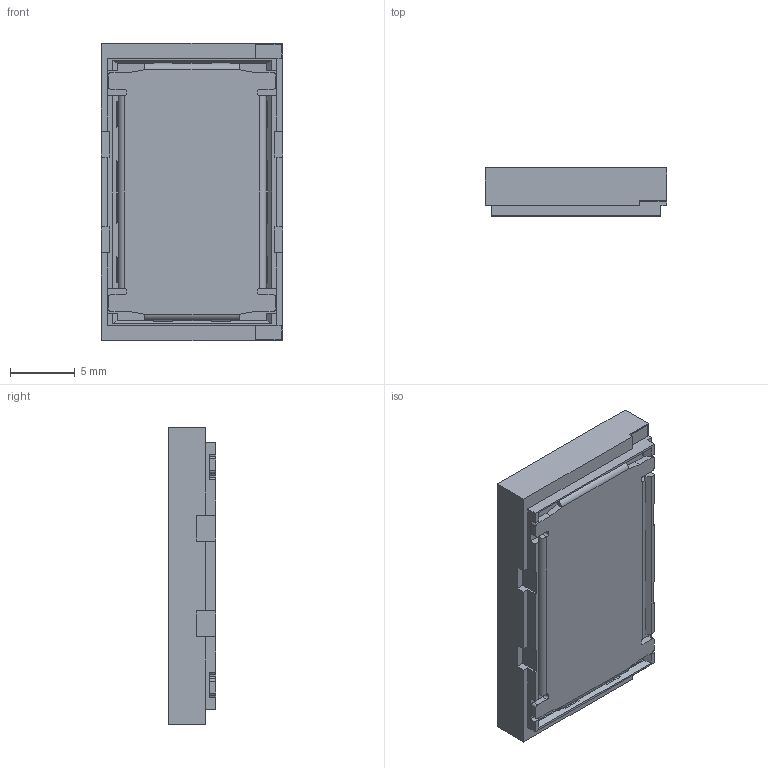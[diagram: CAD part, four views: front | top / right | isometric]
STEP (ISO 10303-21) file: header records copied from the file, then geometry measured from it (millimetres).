
FILE_DESCRIPTION (( 'STEP AP214' ), '1' );
FILE_NAME ('Same_Sky_CMS-321437-24SP-X8.step', '2025-01-29T16:20:19', ( '' ), ( '' ), 'SwSTEP 2.0', 'SolidWorks 2024', '' );
FILE_SCHEMA (( 'AUTOMOTIVE_DESIGN' ));
Length unit declared in the file: inch
Products named in the file (1): Same_Sky_CMS-321437-24SP-X8
Bounding box: 14 x 3.7 x 23 mm (x, y, z)
Volume: 947.5 mm3; surface area: 1052.2 mm2
Topology: 1 solids, 2 shells, 207 faces, 561 edges, 360 vertices
Faces by surface type: plane 171, cylinder 32, torus 4
Entity records: 6418 total; most frequent: CARTESIAN_POINT 1129, ORIENTED_EDGE 1122, DIRECTION 1051, EDGE_CURVE 561, LINE 487, VECTOR 487, VERTEX_POINT 360, AXIS2_PLACEMENT_3D 282
